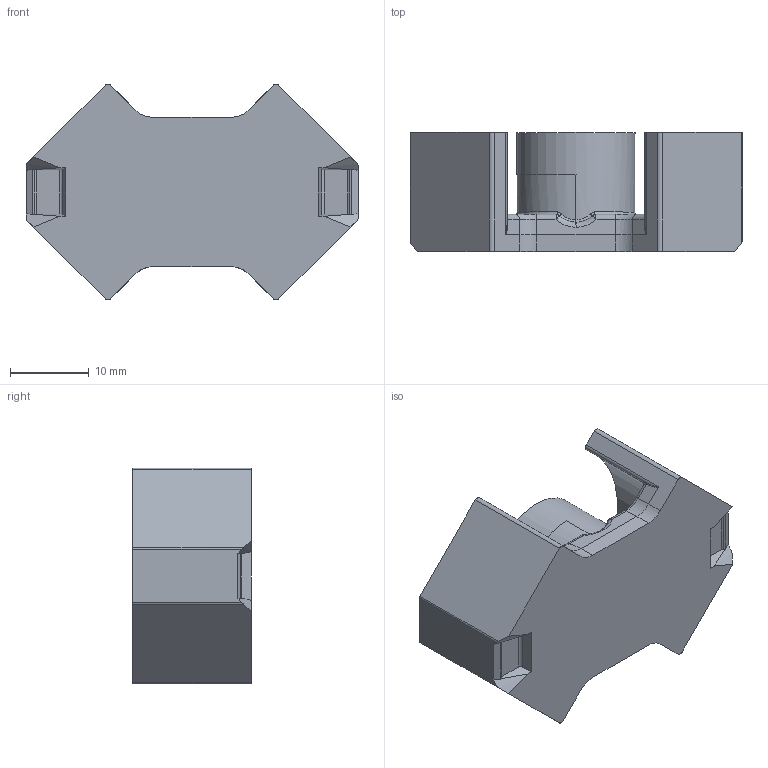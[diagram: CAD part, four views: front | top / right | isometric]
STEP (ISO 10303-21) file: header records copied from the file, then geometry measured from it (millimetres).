
FILE_DESCRIPTION((''),'2;1');
FILE_NAME('C61035-A0044-C040-RM14LP','2018-04-13T',('ec7121'),(''),'PRO/ENGINEER BY PARAMETRIC TECHNOLOGY CORPORATION, 2014000','PRO/ENGINEER BY PARAMETRIC TECHNOLOGY CORPORATION, 2014000','');
FILE_SCHEMA(('CONFIG_CONTROL_DESIGN'));
Length unit declared in the file: millimetre
Products named in the file (1): C61035-A0044-C040-RM14LP
Bounding box: 42.2 x 15.1 x 27.44 mm (x, y, z)
Volume: 8402.4 mm3; surface area: 4094.6 mm2
Topology: 1 solids, 1 shells, 122 faces, 324 edges, 200 vertices
Faces by surface type: cylinder 44, bspline 36, plane 34, torus 4, sphere 4
Entity records: 7947 total; most frequent: CARTESIAN_POINT 5266, ORIENTED_EDGE 640, DIRECTION 421, EDGE_CURVE 320, VERTEX_POINT 200, AXIS2_PLACEMENT_3D 147, B_SPLINE_CURVE_WITH_KNOTS 132, VECTOR 127
